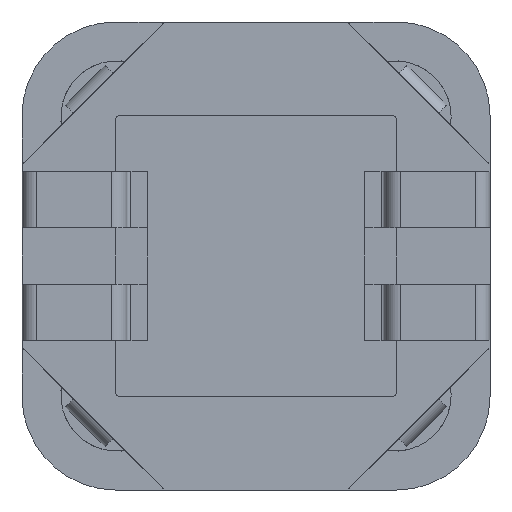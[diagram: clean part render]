
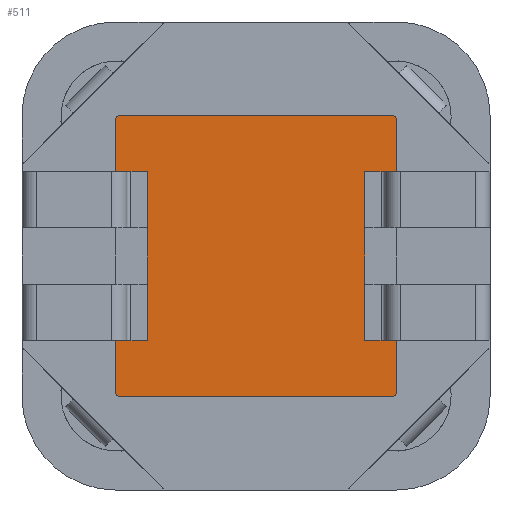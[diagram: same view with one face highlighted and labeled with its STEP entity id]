
A CAD part, front view. The second image highlights one B-rep face of the part: STEP entity #511.
In plain terms, the highlighted planar face has unit normal (0, -1, 0).
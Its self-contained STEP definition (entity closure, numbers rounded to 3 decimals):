
#511 = ADVANCED_FACE ( 'NONE', ( #15529 ), #6560, .T. ) ;
#1579 = CARTESIAN_POINT ( 'NONE',  ( 2.9, -1.7, 2.25 ) ) ;
#1582 = CARTESIAN_POINT ( 'NONE',  ( 2.9, -1.7, -2.25 ) ) ;
#1588 = CARTESIAN_POINT ( 'NONE',  ( -2.9, -1.7, -2.25 ) ) ;
#1589 = CARTESIAN_POINT ( 'NONE',  ( -2.9, -1.7, 2.25 ) ) ;
#1617 = CARTESIAN_POINT ( 'NONE',  ( 3.75, -1.7, 2.25 ) ) ;
#1618 = CARTESIAN_POINT ( 'NONE',  ( 3.75, -1.7, 3.65 ) ) ;
#1620 = CARTESIAN_POINT ( 'NONE',  ( 3.65, -1.7, 3.75 ) ) ;
#1622 = CARTESIAN_POINT ( 'NONE',  ( -3.65, -1.7, 3.75 ) ) ;
#1624 = CARTESIAN_POINT ( 'NONE',  ( -3.75, -1.7, 3.65 ) ) ;
#1626 = CARTESIAN_POINT ( 'NONE',  ( -3.75, -1.7, 2.25 ) ) ;
#1630 = CARTESIAN_POINT ( 'NONE',  ( -3.75, -1.7, -2.25 ) ) ;
#1632 = CARTESIAN_POINT ( 'NONE',  ( -3.75, -1.7, -3.65 ) ) ;
#1636 = CARTESIAN_POINT ( 'NONE',  ( -3.65, -1.7, -3.75 ) ) ;
#1638 = CARTESIAN_POINT ( 'NONE',  ( 3.65, -1.7, -3.75 ) ) ;
#1639 = CARTESIAN_POINT ( 'NONE',  ( 3.75, -1.7, -3.65 ) ) ;
#1641 = CARTESIAN_POINT ( 'NONE',  ( 3.75, -1.7, -2.25 ) ) ;
#3258 = AXIS2_PLACEMENT_3D ( 'NONE', #11639, #11648, #11649 ) ;
#3259 = AXIS2_PLACEMENT_3D ( 'NONE', #11647, #11660, #11661 ) ;
#3260 = AXIS2_PLACEMENT_3D ( 'NONE', #11650, #11657, #11658 ) ;
#3261 = AXIS2_PLACEMENT_3D ( 'NONE', #11662, #11664, #11665 ) ;
#3988 = ORIENTED_EDGE ( 'NONE', *, *, #8016, .T. ) ;
#3989 = ORIENTED_EDGE ( 'NONE', *, *, #8017, .F. ) ;
#3990 = ORIENTED_EDGE ( 'NONE', *, *, #8029, .T. ) ;
#3991 = ORIENTED_EDGE ( 'NONE', *, *, #8015, .F. ) ;
#3992 = ORIENTED_EDGE ( 'NONE', *, *, #8030, .T. ) ;
#3993 = ORIENTED_EDGE ( 'NONE', *, *, #8018, .F. ) ;
#3994 = ORIENTED_EDGE ( 'NONE', *, *, #8037, .T. ) ;
#3995 = ORIENTED_EDGE ( 'NONE', *, *, #8013, .T. ) ;
#3996 = ORIENTED_EDGE ( 'NONE', *, *, #8011, .T. ) ;
#3997 = ORIENTED_EDGE ( 'NONE', *, *, #8014, .T. ) ;
#3998 = ORIENTED_EDGE ( 'NONE', *, *, #8012, .T. ) ;
#3999 = ORIENTED_EDGE ( 'NONE', *, *, #8010, .F. ) ;
#4000 = ORIENTED_EDGE ( 'NONE', *, *, #8009, .T. ) ;
#4001 = ORIENTED_EDGE ( 'NONE', *, *, #8008, .T. ) ;
#4002 = ORIENTED_EDGE ( 'NONE', *, *, #8072, .T. ) ;
#4003 = ORIENTED_EDGE ( 'NONE', *, *, #8006, .T. ) ;
#5014 = AXIS2_PLACEMENT_3D ( 'NONE', #6552, #6572, #6573 ) ;
#6552 = CARTESIAN_POINT ( 'NONE',  ( 3.75, -1.7, 3.75 ) ) ;
#6560 = PLANE ( 'NONE',  #5014 ) ;
#6572 = DIRECTION ( 'NONE',  ( 0., -1., 0. ) ) ;
#6573 = DIRECTION ( 'NONE',  ( -1., 0., 0. ) ) ;
#7096 = VERTEX_POINT ( 'NONE', #1579 ) ;
#7102 = VERTEX_POINT ( 'NONE', #1582 ) ;
#7110 = VERTEX_POINT ( 'NONE', #1588 ) ;
#7111 = VERTEX_POINT ( 'NONE', #1589 ) ;
#7145 = VERTEX_POINT ( 'NONE', #1617 ) ;
#7146 = VERTEX_POINT ( 'NONE', #1618 ) ;
#7149 = VERTEX_POINT ( 'NONE', #1620 ) ;
#7153 = VERTEX_POINT ( 'NONE', #1622 ) ;
#7157 = VERTEX_POINT ( 'NONE', #1624 ) ;
#7160 = VERTEX_POINT ( 'NONE', #1626 ) ;
#7165 = VERTEX_POINT ( 'NONE', #1630 ) ;
#7167 = VERTEX_POINT ( 'NONE', #1632 ) ;
#7171 = VERTEX_POINT ( 'NONE', #1636 ) ;
#7173 = VERTEX_POINT ( 'NONE', #1638 ) ;
#7174 = VERTEX_POINT ( 'NONE', #1639 ) ;
#7177 = VERTEX_POINT ( 'NONE', #1641 ) ;
#8006 = EDGE_CURVE ( 'NONE', #7096, #7145, #12788, .T. ) ;
#8008 = EDGE_CURVE ( 'NONE', #7177, #7102, #12791, .T. ) ;
#8009 = EDGE_CURVE ( 'NONE', #7174, #7177, #12793, .T. ) ;
#8010 = EDGE_CURVE ( 'NONE', #7174, #7173, #12796, .T. ) ;
#8011 = EDGE_CURVE ( 'NONE', #7165, #7167, #12795, .T. ) ;
#8012 = EDGE_CURVE ( 'NONE', #7171, #7173, #12797, .T. ) ;
#8013 = EDGE_CURVE ( 'NONE', #7110, #7165, #12799, .T. ) ;
#8014 = EDGE_CURVE ( 'NONE', #7167, #7171, #12803, .T. ) ;
#8015 = EDGE_CURVE ( 'NONE', #7157, #7153, #12805, .T. ) ;
#8016 = EDGE_CURVE ( 'NONE', #7145, #7146, #12804, .T. ) ;
#8017 = EDGE_CURVE ( 'NONE', #7149, #7146, #12808, .T. ) ;
#8018 = EDGE_CURVE ( 'NONE', #7111, #7160, #12807, .T. ) ;
#8029 = EDGE_CURVE ( 'NONE', #7149, #7153, #12825, .T. ) ;
#8030 = EDGE_CURVE ( 'NONE', #7157, #7160, #12827, .T. ) ;
#8037 = EDGE_CURVE ( 'NONE', #7111, #7110, #12826, .T. ) ;
#8072 = EDGE_CURVE ( 'NONE', #7102, #7096, #12911, .T. ) ;
#11636 = CARTESIAN_POINT ( 'NONE',  ( 0., -1.7, 2.25 ) ) ;
#11637 = DIRECTION ( 'NONE',  ( 1., 0., 0. ) ) ;
#11638 = CARTESIAN_POINT ( 'NONE',  ( -3.75, -1.7, 0. ) ) ;
#11639 = CARTESIAN_POINT ( 'NONE',  ( 3.65, -1.7, -3.65 ) ) ;
#11643 = CARTESIAN_POINT ( 'NONE',  ( 4.575, -1.7, -2.25 ) ) ;
#11644 = DIRECTION ( 'NONE',  ( -1., 0., 0. ) ) ;
#11645 = CARTESIAN_POINT ( 'NONE',  ( 3.75, -1.7, -2.95 ) ) ;
#11646 = DIRECTION ( 'NONE',  ( 0., 0., 1. ) ) ;
#11647 = CARTESIAN_POINT ( 'NONE',  ( -3.65, -1.7, 3.65 ) ) ;
#11648 = DIRECTION ( 'NONE',  ( 0., 1., 0. ) ) ;
#11649 = DIRECTION ( 'NONE',  ( 1., 0., 0. ) ) ;
#11650 = CARTESIAN_POINT ( 'NONE',  ( -3.65, -1.7, -3.65 ) ) ;
#11651 = DIRECTION ( 'NONE',  ( 0., 0., -1. ) ) ;
#11652 = CARTESIAN_POINT ( 'NONE',  ( 0., -1.7, -3.75 ) ) ;
#11653 = DIRECTION ( 'NONE',  ( 1., 0., 0. ) ) ;
#11654 = CARTESIAN_POINT ( 'NONE',  ( 0., -1.7, -2.25 ) ) ;
#11655 = DIRECTION ( 'NONE',  ( -1., 0., 0. ) ) ;
#11656 = CARTESIAN_POINT ( 'NONE',  ( 3.75, -1.7, 2.95 ) ) ;
#11657 = DIRECTION ( 'NONE',  ( 0., -1., 0. ) ) ;
#11658 = DIRECTION ( 'NONE',  ( 1., 0., 0. ) ) ;
#11659 = CARTESIAN_POINT ( 'NONE',  ( -4.575, -1.7, 2.25 ) ) ;
#11660 = DIRECTION ( 'NONE',  ( 0., 1., 0. ) ) ;
#11661 = DIRECTION ( 'NONE',  ( 1., 0., 0. ) ) ;
#11662 = CARTESIAN_POINT ( 'NONE',  ( 3.65, -1.7, 3.65 ) ) ;
#11663 = DIRECTION ( 'NONE',  ( 0., 0., 1. ) ) ;
#11664 = DIRECTION ( 'NONE',  ( 0., 1., 0. ) ) ;
#11665 = DIRECTION ( 'NONE',  ( 1., 0., 0. ) ) ;
#11667 = DIRECTION ( 'NONE',  ( -1., 0., 0. ) ) ;
#11692 = CARTESIAN_POINT ( 'NONE',  ( 0., -1.7, 3.75 ) ) ;
#11693 = DIRECTION ( 'NONE',  ( -1., 0., 0. ) ) ;
#11694 = CARTESIAN_POINT ( 'NONE',  ( -3.75, -1.7, 2.95 ) ) ;
#11695 = DIRECTION ( 'NONE',  ( 0., 0., -1. ) ) ;
#11704 = CARTESIAN_POINT ( 'NONE',  ( -2.9, -1.7, 0. ) ) ;
#11709 = DIRECTION ( 'NONE',  ( 0., 0., -1. ) ) ;
#11778 = CARTESIAN_POINT ( 'NONE',  ( 2.9, -1.7, 0. ) ) ;
#11779 = DIRECTION ( 'NONE',  ( 0., 0., 1. ) ) ;
#12784 = VECTOR ( 'NONE', #11644, 1000. ) ;
#12786 = VECTOR ( 'NONE', #11651, 1000. ) ;
#12788 = LINE ( 'NONE', #11636, #12789 ) ;
#12789 = VECTOR ( 'NONE', #11637, 1000. ) ;
#12790 = VECTOR ( 'NONE', #11663, 1000. ) ;
#12791 = LINE ( 'NONE', #11643, #12784 ) ;
#12792 = VECTOR ( 'NONE', #11667, 1000. ) ;
#12793 = LINE ( 'NONE', #11645, #12794 ) ;
#12794 = VECTOR ( 'NONE', #11646, 1000. ) ;
#12795 = LINE ( 'NONE', #11638, #12786 ) ;
#12796 = CIRCLE ( 'NONE', #3258, 0.1 ) ;
#12797 = LINE ( 'NONE', #11652, #12798 ) ;
#12798 = VECTOR ( 'NONE', #11653, 1000. ) ;
#12799 = LINE ( 'NONE', #11654, #12800 ) ;
#12800 = VECTOR ( 'NONE', #11655, 1000. ) ;
#12803 = CIRCLE ( 'NONE', #3260, 0.1 ) ;
#12804 = LINE ( 'NONE', #11656, #12790 ) ;
#12805 = CIRCLE ( 'NONE', #3259, 0.1 ) ;
#12807 = LINE ( 'NONE', #11659, #12792 ) ;
#12808 = CIRCLE ( 'NONE', #3261, 0.1 ) ;
#12818 = VECTOR ( 'NONE', #11693, 1000. ) ;
#12825 = LINE ( 'NONE', #11692, #12818 ) ;
#12826 = LINE ( 'NONE', #11704, #12841 ) ;
#12827 = LINE ( 'NONE', #11694, #12828 ) ;
#12828 = VECTOR ( 'NONE', #11695, 1000. ) ;
#12841 = VECTOR ( 'NONE', #11709, 1000. ) ;
#12911 = LINE ( 'NONE', #11778, #12912 ) ;
#12912 = VECTOR ( 'NONE', #11779, 1000. ) ;
#15529 = FACE_OUTER_BOUND ( 'NONE', #15787, .T. ) ;
#15787 = EDGE_LOOP ( 'NONE', ( #3988, #3989, #3990, #3991, #3992, #3993, #3994, #3995, #3996, #3997, #3998, #3999, #4000, #4001, #4002, #4003 ) ) ;
